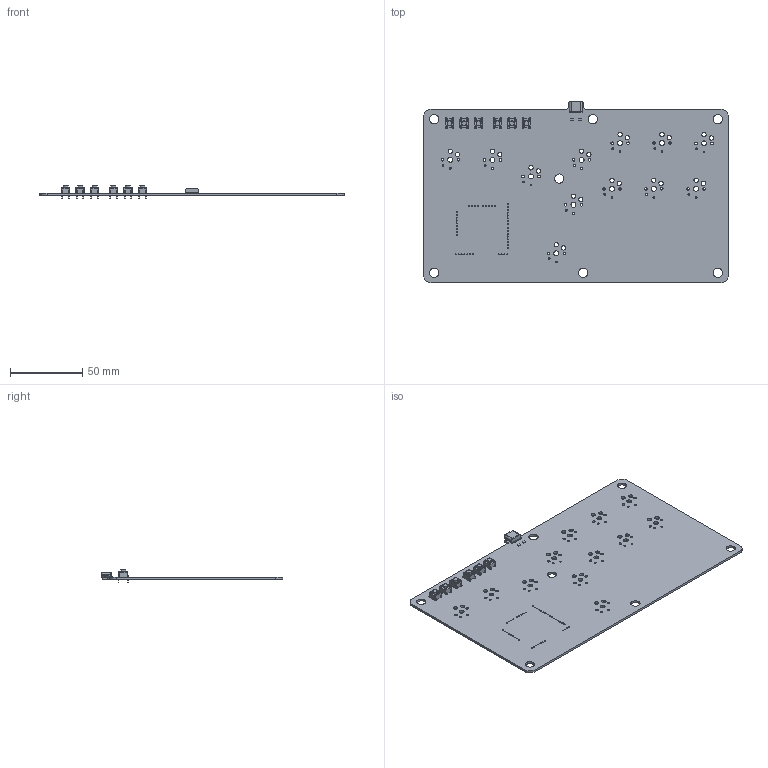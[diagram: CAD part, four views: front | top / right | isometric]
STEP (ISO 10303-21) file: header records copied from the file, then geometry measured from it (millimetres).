
FILE_DESCRIPTION(('KiCad electronic assembly'),'2;1');
FILE_NAME('Flatbox-rev3.step','2021-08-18T20:55:15',('An Author'),( 'A Company'),'Open CASCADE STEP processor 6.9', 'KiCad to STEP converter','Unknown');
FILE_SCHEMA(('AUTOMOTIVE_DESIGN { 1 0 10303 214 1 1 1 1 }'));
Length unit declared in the file: millimetre
Products named in the file (8): Open CASCADE STEP translator 6.9 1; SW_PUSH_6mm_H5mm; SOLID; HRO__TYPE-C-31-M-12; R_0805_2012Metric; COMPOUND
Assembly tree (13 placements, depth 3):
  Open CASCADE STEP translator 6.9 1
    SW_PUSH_6mm_H5mm  x6
      SOLID
    HRO__TYPE-C-31-M-12
      SOLID
    R_0805_2012Metric  x2
      SOLID
    COMPOUND
Bounding box: 210 x 125.5 x 8.5 mm (x, y, z)
Volume: 40336.3 mm3; surface area: 53446.3 mm2
Topology: 10 solids, 10 shells, 1012 faces, 2744 edges, 1786 vertices
Faces by surface type: plane 536, cylinder 460, cone 10, torus 6
Full cylindrical faces by diameter (mm): 0.5 x2, 0.65 x2, 0.762 x45, 1 x24, 1.1 x24, 1.27 x24, 1.702 x24, 3 x24, 3.429 x12, 3.5 x6, 6.4 x7
Entity records: 35214 total; most frequent: CARTESIAN_POINT 7241, DIRECTION 5190, LINE 2793, VECTOR 2793, ORIENTED_EDGE 2582, PCURVE 2582, DEFINITIONAL_REPRESENTATION 2582, EDGE_CURVE 1291
